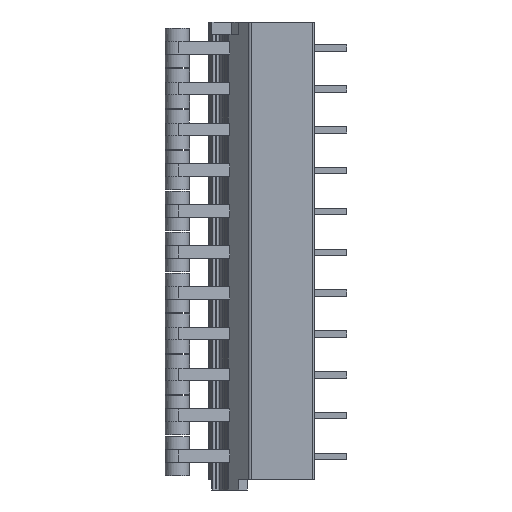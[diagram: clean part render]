
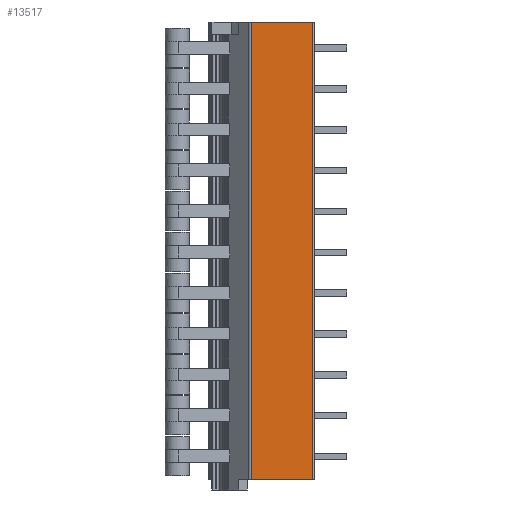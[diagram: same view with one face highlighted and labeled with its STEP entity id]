
A CAD part, left-side view. The second image highlights one B-rep face of the part: STEP entity #13517.
In plain terms, the highlighted planar face has unit normal (-1, 0, 0).
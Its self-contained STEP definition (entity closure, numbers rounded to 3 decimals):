
#30=DIRECTION('',(0.,-1.,0.));
#31=VECTOR('',#30,7.471);
#32=CARTESIAN_POINT('',(0.,7.671,-52.8));
#33=LINE('',#32,#31);
#310=DIRECTION('',(0.,-1.,0.));
#311=VECTOR('',#310,7.471);
#312=CARTESIAN_POINT('',(0.,7.671,3.2));
#313=LINE('',#312,#311);
#515=DIRECTION('',(0.,0.,1.));
#516=VECTOR('',#515,56.);
#517=CARTESIAN_POINT('',(0.,7.671,-52.8));
#518=LINE('',#517,#516);
#519=DIRECTION('',(0.,0.,1.));
#520=VECTOR('',#519,56.);
#521=CARTESIAN_POINT('',(0.,0.2,-52.8));
#522=LINE('',#521,#520);
#10583=CARTESIAN_POINT('',(0.,7.671,-52.8));
#10585=VERTEX_POINT('',#10583);
#10586=CARTESIAN_POINT('',(0.,0.2,-52.8));
#10587=VERTEX_POINT('',#10586);
#10703=CARTESIAN_POINT('',(0.,7.671,3.2));
#10705=VERTEX_POINT('',#10703);
#10706=CARTESIAN_POINT('',(0.,0.2,3.2));
#10707=VERTEX_POINT('',#10706);
#13505=CARTESIAN_POINT('',(0.,7.671,-52.8));
#13506=DIRECTION('',(-1.,0.,0.));
#13507=DIRECTION('',(0.,-1.,0.));
#13508=AXIS2_PLACEMENT_3D('',#13505,#13506,#13507);
#13509=PLANE('',#13508);
#13510=ORIENTED_EDGE('',*,*,#13499,.T.);
#13511=ORIENTED_EDGE('',*,*,#13361,.T.);
#13513=ORIENTED_EDGE('',*,*,#13512,.F.);
#13514=ORIENTED_EDGE('',*,*,#13161,.F.);
#13515=EDGE_LOOP('',(#13510,#13511,#13513,#13514));
#13516=FACE_OUTER_BOUND('',#13515,.F.);
#13517=ADVANCED_FACE('',(#13516),#13509,.T.);
#13161=EDGE_CURVE('',#10585,#10587,#33,.T.);
#13361=EDGE_CURVE('',#10705,#10707,#313,.T.);
#13499=EDGE_CURVE('',#10585,#10705,#518,.T.);
#13512=EDGE_CURVE('',#10587,#10707,#522,.T.);
